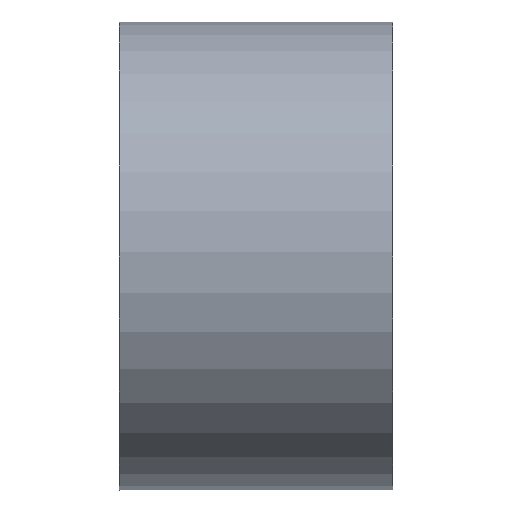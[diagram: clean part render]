
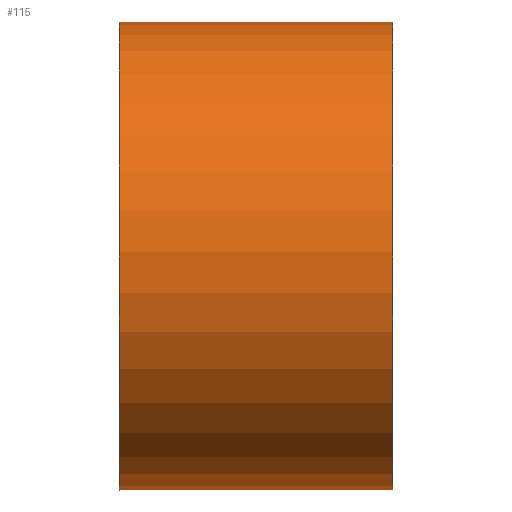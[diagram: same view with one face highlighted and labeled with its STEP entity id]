
A CAD part, front view. The second image highlights one B-rep face of the part: STEP entity #115.
In plain terms, the highlighted cylindrical face has radius 3 mm (diameter 6 mm), a full revolution.
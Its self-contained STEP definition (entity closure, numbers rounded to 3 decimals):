
#73=CYLINDRICAL_SURFACE('',#136,3.);
#80=ORIENTED_EDGE('',*,*,#83,.T.);
#81=ORIENTED_EDGE('',*,*,#85,.F.);
#83=EDGE_CURVE('',#87,#87,#91,.T.);
#85=EDGE_CURVE('',#89,#89,#93,.T.);
#87=VERTEX_POINT('',#208);
#89=VERTEX_POINT('',#213);
#91=CIRCLE('',#131,3.);
#93=CIRCLE('',#134,3.);
#100=EDGE_LOOP('',(#80));
#101=EDGE_LOOP('',(#81));
#108=FACE_BOUND('',#100,.T.);
#109=FACE_BOUND('',#101,.T.);
#115=ADVANCED_FACE('',(#108,#109),#73,.T.);
#131=AXIS2_PLACEMENT_3D('',#207,#159,#160);
#134=AXIS2_PLACEMENT_3D('',#212,#165,#166);
#136=AXIS2_PLACEMENT_3D('',#215,#169,#170);
#159=DIRECTION('',(1.,0.,0.));
#160=DIRECTION('',(0.,-0.515,-0.857));
#165=DIRECTION('',(1.,0.,0.));
#166=DIRECTION('',(0.,0.857,-0.515));
#169=DIRECTION('',(-1.,0.,0.));
#170=DIRECTION('',(0.,0.857,-0.515));
#207=CARTESIAN_POINT('',(258.583,482.648,-466.539));
#208=CARTESIAN_POINT('',(258.583,481.103,-469.111));
#212=CARTESIAN_POINT('',(262.083,482.648,-466.539));
#213=CARTESIAN_POINT('',(262.083,485.22,-468.084));
#215=CARTESIAN_POINT('',(261.583,482.648,-466.539));
